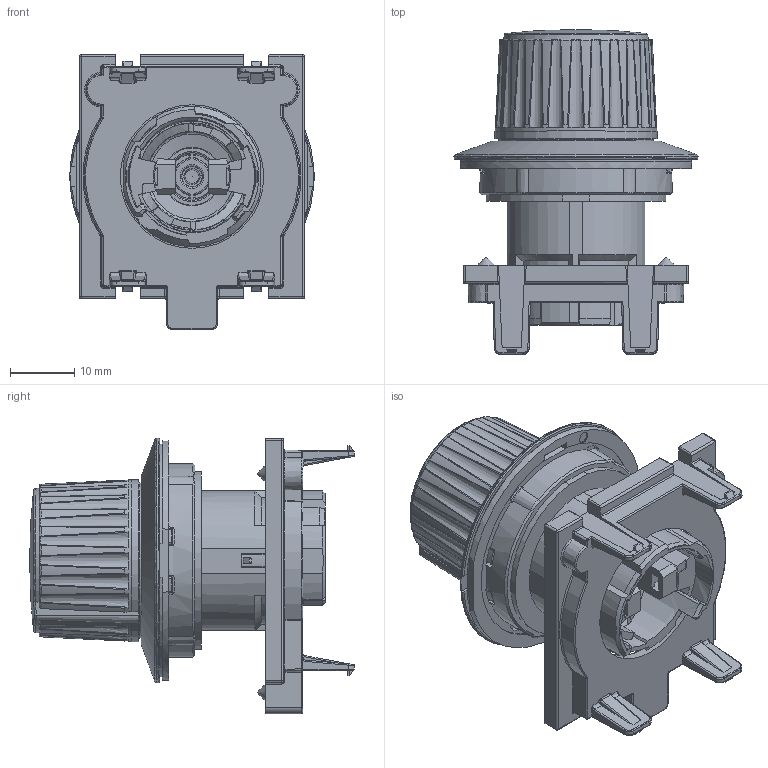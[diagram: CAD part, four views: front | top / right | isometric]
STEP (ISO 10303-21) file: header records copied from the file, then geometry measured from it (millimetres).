
FILE_DESCRIPTION(/* description */ (''),/* implementation_level */ '2;1');
FILE_NAME(/* name */ 'FILE_STP_CAD_DRAWING_LPFS420_CATALOG_prt.stp',/* time_stamp */ '2020-10-16T13:39:06+02:00',/* author */ (''),/* organization */ (''),/* preprocessor_version */ 'ST-DEVELOPER v16.7',/* originating_system */ 'SIEMENS PLM Software NX 12.0',/* authorisation */ '');
FILE_SCHEMA (('AUTOMOTIVE_DESIGN { 1 0 10303 214 3 1 1 1 }'));
Products named in the file (1): LPFS420_CATALOG
Bounding box: 37.97 x 50.5 x 42.8 mm (x, y, z)
Surface area: 20799.4 mm2 (no closed solid volume)
Topology: 0 solids, 14 shells, 1699 faces, 4816 edges, 3107 vertices
Faces by surface type: plane 589, bspline 362, cylinder 346, cone 212, torus 125, sphere 38, extrusion 27
Full cylindrical faces by diameter (mm): 1.8 x1, 2.5 x1, 2.6 x3, 2.8 x8, 5 x1, 5.3 x3, 9.4 x1, 10 x1, 11.4 x1, 13.5 x1, 13.8 x1, 16.7 x1
Entity records: 69031 total; most frequent: CARTESIAN_POINT 28758, ORIENTED_EDGE 8991, DIRECTION 7429, EDGE_CURVE 4666, VERTEX_POINT 3071, AXIS2_PLACEMENT_3D 2949, EDGE_LOOP 1865, ADVANCED_FACE 1699
